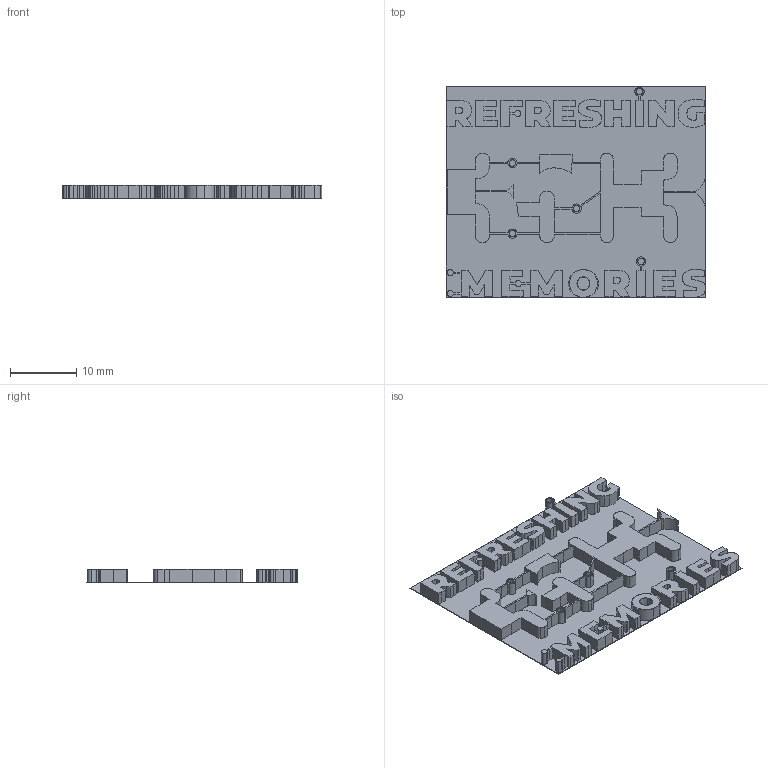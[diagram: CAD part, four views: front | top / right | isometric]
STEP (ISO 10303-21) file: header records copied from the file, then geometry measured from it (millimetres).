
FILE_DESCRIPTION(('FreeCAD Model'),'2;1');
FILE_NAME('35c3logo_6.stp','2018-11-19T10:20:12',( 'Author'),(''),'Open CASCADE STEP processor 7.3','FreeCAD','Unknown' );
FILE_SCHEMA(('AUTOMOTIVE_DESIGN { 1 0 10303 214 1 1 1 1 }'));
Length unit declared in the file: millimetre
Products named in the file (4): Pad; Scale001; Part; Pad001Body
Assembly tree (1 placements, depth 2):
  Pad
  Scale001
  Part
    Pad001Body
Bounding box: 39.3 x 31.91 x 2.1 mm (x, y, z)
Volume: 942.9 mm3; surface area: 4765.6 mm2
Topology: 22 solids, 22 shells, 784 faces, 2220 edges, 1480 vertices
Faces by surface type: bspline 774, plane 8, cylinder 2
Full cylindrical faces by diameter (mm): 1.955 x1, 4.188 x1
Entity records: 54250 total; most frequent: CARTESIAN_POINT 24718, B_SPLINE_CURVE_WITH_KNOTS 6606, ORIENTED_EDGE 4440, PCURVE 4440, DEFINITIONAL_REPRESENTATION 4440, EDGE_CURVE 2220, SURFACE_CURVE 2218, VERTEX_POINT 1480
